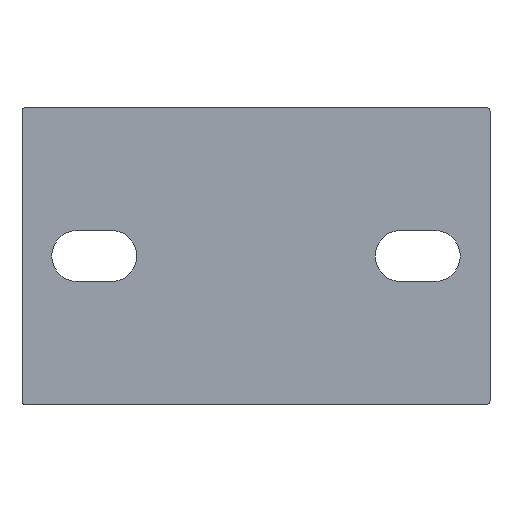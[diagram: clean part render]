
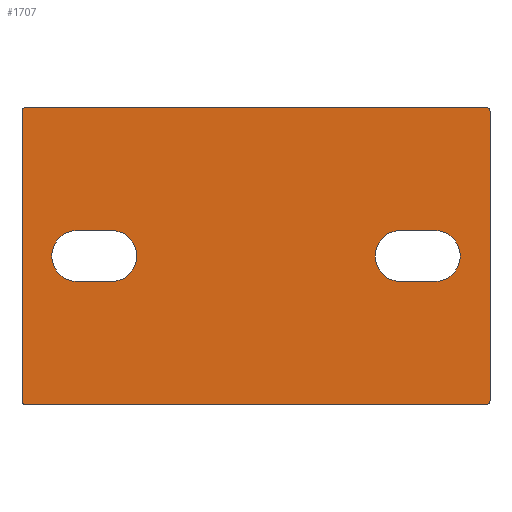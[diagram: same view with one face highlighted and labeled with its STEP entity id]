
A CAD part, front view. The second image highlights one B-rep face of the part: STEP entity #1707.
In plain terms, the highlighted planar face has unit normal (0, -1, 0).
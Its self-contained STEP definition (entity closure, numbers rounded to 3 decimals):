
#24=FACE_BOUND('',#538,.T.);
#25=FACE_BOUND('',#539,.T.);
#56=PLANE('',#1894);
#137=LINE('',#5209,#237);
#142=LINE('',#5220,#242);
#163=LINE('',#5281,#263);
#171=LINE('',#5302,#271);
#176=LINE('',#5317,#276);
#178=LINE('',#5323,#278);
#179=LINE('',#5325,#279);
#180=LINE('',#5334,#280);
#237=VECTOR('',#2215,108.);
#242=VECTOR('',#2230,68.);
#263=VECTOR('',#2297,8.);
#271=VECTOR('',#2319,8.);
#276=VECTOR('',#2340,8.);
#278=VECTOR('',#2348,8.);
#279=VECTOR('',#2351,68.);
#280=VECTOR('',#2364,108.);
#425=FACE_OUTER_BOUND('',#537,.T.);
#537=EDGE_LOOP('',(#1557,#1558,#1559,#1560,#1561,#1562,#1563,#1564));
#538=EDGE_LOOP('',(#1565,#1566,#1567,#1568));
#539=EDGE_LOOP('',(#1569,#1570,#1571,#1572));
#567=CIRCLE('',#1756,1.);
#589=CIRCLE('',#1794,1.);
#593=CIRCLE('',#1802,1.);
#599=CIRCLE('',#1813,1.);
#620=CIRCLE('',#1867,6.);
#623=CIRCLE('',#1877,6.);
#624=CIRCLE('',#1882,6.);
#625=CIRCLE('',#1885,6.);
#736=VERTEX_POINT('',#4521);
#737=VERTEX_POINT('',#4523);
#764=VERTEX_POINT('',#4664);
#765=VERTEX_POINT('',#4665);
#770=VERTEX_POINT('',#4684);
#771=VERTEX_POINT('',#4686);
#778=VERTEX_POINT('',#4968);
#779=VERTEX_POINT('',#4969);
#806=VERTEX_POINT('',#5273);
#807=VERTEX_POINT('',#5275);
#808=VERTEX_POINT('',#5279);
#813=VERTEX_POINT('',#5299);
#814=VERTEX_POINT('',#5301);
#815=VERTEX_POINT('',#5305);
#816=VERTEX_POINT('',#5313);
#817=VERTEX_POINT('',#5319);
#909=EDGE_CURVE('',#736,#737,#567,.T.);
#949=EDGE_CURVE('',#764,#765,#589,.T.);
#960=EDGE_CURVE('',#770,#771,#593,.T.);
#973=EDGE_CURVE('',#778,#779,#599,.T.);
#1009=EDGE_CURVE('',#764,#737,#137,.T.);
#1015=EDGE_CURVE('',#736,#771,#142,.T.);
#1043=EDGE_CURVE('',#807,#806,#620,.T.);
#1046=EDGE_CURVE('',#806,#808,#163,.T.);
#1056=EDGE_CURVE('',#814,#813,#171,.T.);
#1059=EDGE_CURVE('',#813,#815,#623,.T.);
#1061=EDGE_CURVE('',#816,#814,#624,.T.);
#1063=EDGE_CURVE('',#815,#816,#176,.T.);
#1065=EDGE_CURVE('',#808,#817,#625,.T.);
#1066=EDGE_CURVE('',#817,#807,#178,.T.);
#1067=EDGE_CURVE('',#778,#765,#179,.T.);
#1070=EDGE_CURVE('',#770,#779,#180,.T.);
#1557=ORIENTED_EDGE('',*,*,#949,.F.);
#1558=ORIENTED_EDGE('',*,*,#1009,.T.);
#1559=ORIENTED_EDGE('',*,*,#909,.F.);
#1560=ORIENTED_EDGE('',*,*,#1015,.T.);
#1561=ORIENTED_EDGE('',*,*,#960,.F.);
#1562=ORIENTED_EDGE('',*,*,#1070,.T.);
#1563=ORIENTED_EDGE('',*,*,#973,.F.);
#1564=ORIENTED_EDGE('',*,*,#1067,.T.);
#1565=ORIENTED_EDGE('',*,*,#1061,.T.);
#1566=ORIENTED_EDGE('',*,*,#1056,.T.);
#1567=ORIENTED_EDGE('',*,*,#1059,.T.);
#1568=ORIENTED_EDGE('',*,*,#1063,.T.);
#1569=ORIENTED_EDGE('',*,*,#1043,.T.);
#1570=ORIENTED_EDGE('',*,*,#1046,.T.);
#1571=ORIENTED_EDGE('',*,*,#1065,.T.);
#1572=ORIENTED_EDGE('',*,*,#1066,.T.);
#1707=ADVANCED_FACE('',(#425,#24,#25),#56,.T.);
#1756=AXIS2_PLACEMENT_3D('',#4524,#2002,#2003);
#1794=AXIS2_PLACEMENT_3D('',#4666,#2091,#2092);
#1802=AXIS2_PLACEMENT_3D('',#4687,#2114,#2115);
#1813=AXIS2_PLACEMENT_3D('',#4970,#2139,#2140);
#1867=AXIS2_PLACEMENT_3D('',#5276,#2291,#2292);
#1877=AXIS2_PLACEMENT_3D('',#5307,#2324,#2325);
#1882=AXIS2_PLACEMENT_3D('',#5314,#2335,#2336);
#1885=AXIS2_PLACEMENT_3D('',#5321,#2344,#2345);
#1894=AXIS2_PLACEMENT_3D('',#5335,#2365,#2366);
#2002=DIRECTION('center_axis',(0.,1.,0.));
#2003=DIRECTION('ref_axis',(-0.707,0.,0.707));
#2091=DIRECTION('center_axis',(0.,1.,0.));
#2092=DIRECTION('ref_axis',(0.707,0.,0.707));
#2114=DIRECTION('center_axis',(0.,1.,0.));
#2115=DIRECTION('ref_axis',(-0.707,0.,-0.707));
#2139=DIRECTION('center_axis',(0.,1.,0.));
#2140=DIRECTION('ref_axis',(0.707,0.,-0.707));
#2215=DIRECTION('',(-1.,0.,0.));
#2230=DIRECTION('',(0.,0.,-1.));
#2291=DIRECTION('center_axis',(0.,1.,0.));
#2292=DIRECTION('ref_axis',(0.,0.,-1.));
#2297=DIRECTION('',(-1.,0.,0.));
#2319=DIRECTION('',(-1.,0.,0.));
#2324=DIRECTION('center_axis',(0.,1.,0.));
#2325=DIRECTION('ref_axis',(0.,0.,-1.));
#2335=DIRECTION('center_axis',(0.,1.,0.));
#2336=DIRECTION('ref_axis',(0.,0.,1.));
#2340=DIRECTION('',(1.,0.,0.));
#2344=DIRECTION('center_axis',(0.,1.,0.));
#2345=DIRECTION('ref_axis',(0.,0.,1.));
#2348=DIRECTION('',(1.,0.,0.));
#2351=DIRECTION('',(0.,0.,1.));
#2364=DIRECTION('',(1.,0.,0.));
#2365=DIRECTION('center_axis',(0.,-1.,0.));
#2366=DIRECTION('ref_axis',(0.,0.,-1.));
#4521=CARTESIAN_POINT('',(-35.,-175.,7.));
#4523=CARTESIAN_POINT('',(-34.,-175.,8.));
#4524=CARTESIAN_POINT('Origin',(-34.,-175.,7.));
#4664=CARTESIAN_POINT('',(74.,-175.,8.));
#4665=CARTESIAN_POINT('',(75.,-175.,7.));
#4666=CARTESIAN_POINT('Origin',(74.,-175.,7.));
#4684=CARTESIAN_POINT('',(-34.,-175.,-62.));
#4686=CARTESIAN_POINT('',(-35.,-175.,-61.));
#4687=CARTESIAN_POINT('Origin',(-34.,-175.,-61.));
#4968=CARTESIAN_POINT('',(75.,-175.,-61.));
#4969=CARTESIAN_POINT('',(74.,-175.,-62.));
#4970=CARTESIAN_POINT('Origin',(74.,-175.,-61.));
#5209=CARTESIAN_POINT('',(0.,-175.,8.));
#5220=CARTESIAN_POINT('',(-35.,-175.,8.));
#5273=CARTESIAN_POINT('',(-14.,-175.,-33.));
#5275=CARTESIAN_POINT('',(-14.,-175.,-21.));
#5276=CARTESIAN_POINT('Origin',(-14.,-175.,-27.));
#5279=CARTESIAN_POINT('',(-22.,-175.,-33.));
#5281=CARTESIAN_POINT('',(-7.,-175.,-33.));
#5299=CARTESIAN_POINT('',(54.,-175.,-33.));
#5301=CARTESIAN_POINT('',(62.,-175.,-33.));
#5302=CARTESIAN_POINT('',(31.,-175.,-33.));
#5305=CARTESIAN_POINT('',(54.,-175.,-21.));
#5307=CARTESIAN_POINT('Origin',(54.,-175.,-27.));
#5313=CARTESIAN_POINT('',(62.,-175.,-21.));
#5314=CARTESIAN_POINT('Origin',(62.,-175.,-27.));
#5317=CARTESIAN_POINT('',(27.,-175.,-21.));
#5319=CARTESIAN_POINT('',(-22.,-175.,-21.));
#5321=CARTESIAN_POINT('Origin',(-22.,-175.,-27.));
#5323=CARTESIAN_POINT('',(-11.,-175.,-21.));
#5325=CARTESIAN_POINT('',(75.,-175.,-62.));
#5334=CARTESIAN_POINT('',(-35.,-175.,-62.));
#5335=CARTESIAN_POINT('Origin',(0.,-175.,8.));
